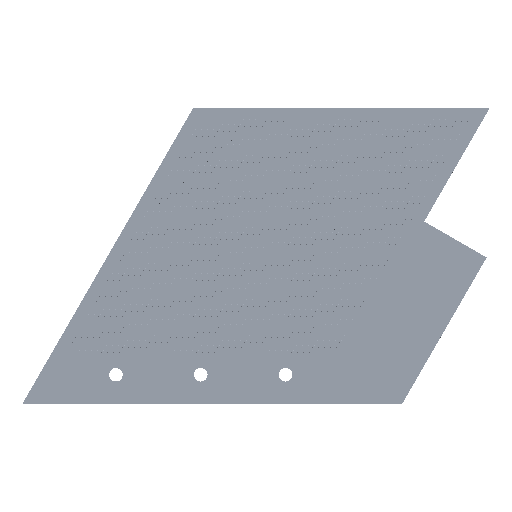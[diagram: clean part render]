
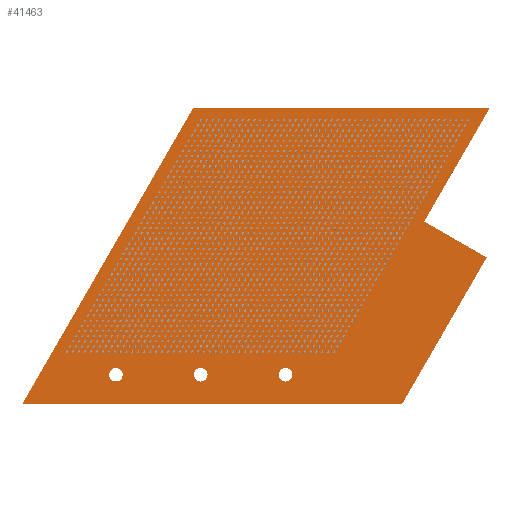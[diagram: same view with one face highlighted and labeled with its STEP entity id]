
A CAD part, top view. The second image highlights one B-rep face of the part: STEP entity #41463.
In plain terms, the highlighted planar face has unit normal (0, 0, 1).
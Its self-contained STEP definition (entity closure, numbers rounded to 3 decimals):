
#41162 = VERTEX_POINT('',#41163);
#41163 = CARTESIAN_POINT('',(54.421,-26.859,1.6));
#41169 = EDGE_CURVE('',#41162,#41170,#41172,.T.);
#41170 = VERTEX_POINT('',#41171);
#41171 = CARTESIAN_POINT('',(69.144,-35.359,1.6));
#41172 = LINE('',#41173,#41174);
#41173 = CARTESIAN_POINT('',(54.421,-26.859,1.6));
#41174 = VECTOR('',#41175,1.);
#41175 = DIRECTION('',(0.866,-0.5,0.));
#41200 = EDGE_CURVE('',#41170,#41201,#41203,.T.);
#41201 = VERTEX_POINT('',#41202);
#41202 = CARTESIAN_POINT('',(49.144,-70.,1.6));
#41203 = LINE('',#41204,#41205);
#41204 = CARTESIAN_POINT('',(69.144,-35.359,1.6));
#41205 = VECTOR('',#41206,1.);
#41206 = DIRECTION('',(-0.5,-0.866,0.));
#41231 = EDGE_CURVE('',#41201,#41232,#41234,.T.);
#41232 = VERTEX_POINT('',#41233);
#41233 = CARTESIAN_POINT('',(-40.415,-70.,1.6));
#41234 = LINE('',#41235,#41236);
#41235 = CARTESIAN_POINT('',(49.144,-70.,1.6));
#41236 = VECTOR('',#41237,1.);
#41237 = DIRECTION('',(-1.,0.,0.));
#41262 = EDGE_CURVE('',#41232,#41263,#41265,.T.);
#41263 = VERTEX_POINT('',#41264);
#41264 = CARTESIAN_POINT('',(0.,0.,1.6));
#41265 = LINE('',#41266,#41267);
#41266 = CARTESIAN_POINT('',(-40.415,-70.,1.6));
#41267 = VECTOR('',#41268,1.);
#41268 = DIRECTION('',(0.5,0.866,0.));
#41293 = EDGE_CURVE('',#41263,#41294,#41296,.T.);
#41294 = VERTEX_POINT('',#41295);
#41295 = CARTESIAN_POINT('',(69.928,0.,1.6));
#41296 = LINE('',#41297,#41298);
#41297 = CARTESIAN_POINT('',(0.,0.,1.6));
#41298 = VECTOR('',#41299,1.);
#41299 = DIRECTION('',(1.,0.,0.));
#41324 = EDGE_CURVE('',#41294,#41162,#41325,.T.);
#41325 = LINE('',#41326,#41327);
#41326 = CARTESIAN_POINT('',(69.928,0.,1.6));
#41327 = VECTOR('',#41328,1.);
#41328 = DIRECTION('',(-0.5,-0.866,0.));
#41348 = VERTEX_POINT('',#41349);
#41349 = CARTESIAN_POINT('',(-16.668,-63.,1.6));
#41355 = EDGE_CURVE('',#41348,#41348,#41356,.T.);
#41356 = CIRCLE('',#41357,1.6);
#41357 = AXIS2_PLACEMENT_3D('',#41358,#41359,#41360);
#41358 = CARTESIAN_POINT('',(-18.268,-63.,1.6));
#41359 = DIRECTION('',(0.,0.,1.));
#41360 = DIRECTION('',(1.,0.,-0.));
#41381 = VERTEX_POINT('',#41382);
#41382 = CARTESIAN_POINT('',(3.332,-63.,1.6));
#41388 = EDGE_CURVE('',#41381,#41381,#41389,.T.);
#41389 = CIRCLE('',#41390,1.6);
#41390 = AXIS2_PLACEMENT_3D('',#41391,#41392,#41393);
#41391 = CARTESIAN_POINT('',(1.732,-63.,1.6));
#41392 = DIRECTION('',(0.,0.,1.));
#41393 = DIRECTION('',(1.,0.,-0.));
#41414 = VERTEX_POINT('',#41415);
#41415 = CARTESIAN_POINT('',(23.332,-63.,1.6));
#41421 = EDGE_CURVE('',#41414,#41414,#41422,.T.);
#41422 = CIRCLE('',#41423,1.6);
#41423 = AXIS2_PLACEMENT_3D('',#41424,#41425,#41426);
#41424 = CARTESIAN_POINT('',(21.732,-63.,1.6));
#41425 = DIRECTION('',(0.,0.,1.));
#41426 = DIRECTION('',(1.,0.,-0.));
#41463 = ADVANCED_FACE('',(#41464,#41472,#41475,#41478),#41481,.T.);
#41464 = FACE_BOUND('',#41465,.F.);
#41465 = EDGE_LOOP('',(#41466,#41467,#41468,#41469,#41470,#41471));
#41466 = ORIENTED_EDGE('',*,*,#41169,.T.);
#41467 = ORIENTED_EDGE('',*,*,#41200,.T.);
#41468 = ORIENTED_EDGE('',*,*,#41231,.T.);
#41469 = ORIENTED_EDGE('',*,*,#41262,.T.);
#41470 = ORIENTED_EDGE('',*,*,#41293,.T.);
#41471 = ORIENTED_EDGE('',*,*,#41324,.T.);
#41472 = FACE_BOUND('',#41473,.F.);
#41473 = EDGE_LOOP('',(#41474));
#41474 = ORIENTED_EDGE('',*,*,#41355,.T.);
#41475 = FACE_BOUND('',#41476,.F.);
#41476 = EDGE_LOOP('',(#41477));
#41477 = ORIENTED_EDGE('',*,*,#41388,.T.);
#41478 = FACE_BOUND('',#41479,.F.);
#41479 = EDGE_LOOP('',(#41480));
#41480 = ORIENTED_EDGE('',*,*,#41421,.T.);
#41481 = PLANE('',#41482);
#41482 = AXIS2_PLACEMENT_3D('',#41483,#41484,#41485);
#41483 = CARTESIAN_POINT('',(0.,0.,1.6));
#41484 = DIRECTION('',(0.,0.,1.));
#41485 = DIRECTION('',(1.,0.,-0.));
